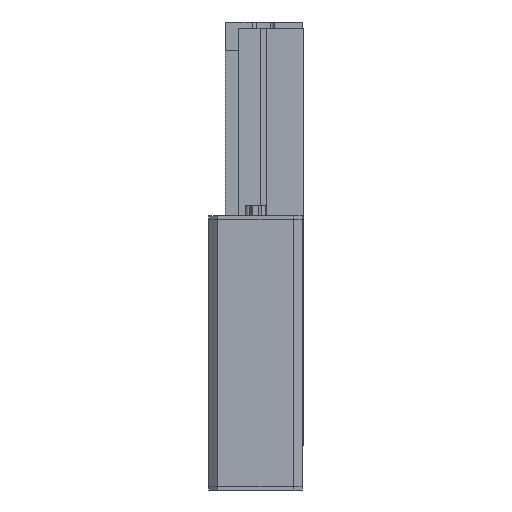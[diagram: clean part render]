
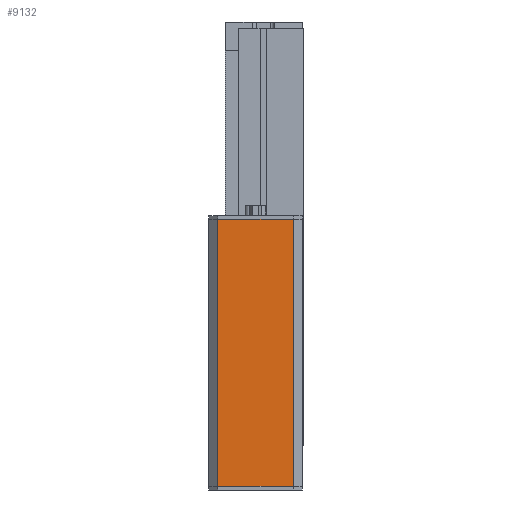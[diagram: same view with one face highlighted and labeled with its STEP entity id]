
A CAD part, left-side view. The second image highlights one B-rep face of the part: STEP entity #9132.
In plain terms, the highlighted face is planar.
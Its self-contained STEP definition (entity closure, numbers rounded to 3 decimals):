
#530 = LINE ( 'NONE', #8265, #19189 ) ;
#905 = CARTESIAN_POINT ( 'NONE',  ( 41., 17., 28.5 ) ) ;
#1254 = VERTEX_POINT ( 'NONE', #24809 ) ;
#3840 = ORIENTED_EDGE ( 'NONE', *, *, #9336, .F. ) ;
#4349 = EDGE_CURVE ( 'NONE', #24599, #5149, #16653, .T. ) ;
#4708 = CARTESIAN_POINT ( 'NONE',  ( 41., 17., -91.25 ) ) ;
#4910 = CARTESIAN_POINT ( 'NONE',  ( 41., 17., 28.5 ) ) ;
#5149 = VERTEX_POINT ( 'NONE', #905 ) ;
#5337 = PLANE ( 'NONE',  #15979 ) ;
#6016 = ORIENTED_EDGE ( 'NONE', *, *, #8898, .F. ) ;
#8161 = VECTOR ( 'NONE', #18295, 1000. ) ;
#8265 = CARTESIAN_POINT ( 'NONE',  ( 41., -17., -91.25 ) ) ;
#8898 = EDGE_CURVE ( 'NONE', #1254, #24599, #530, .T. ) ;
#9046 = VERTEX_POINT ( 'NONE', #4708 ) ;
#9132 = ADVANCED_FACE ( 'NONE', ( #13313 ), #5337, .F. ) ;
#9336 = EDGE_CURVE ( 'NONE', #9046, #1254, #17465, .T. ) ;
#9791 = DIRECTION ( 'NONE',  ( 0., 0., 1. ) ) ;
#9854 = EDGE_LOOP ( 'NONE', ( #23335, #14477, #6016, #3840 ) ) ;
#11090 = CARTESIAN_POINT ( 'NONE',  ( 41., 17., -91.25 ) ) ;
#13313 = FACE_OUTER_BOUND ( 'NONE', #9854, .T. ) ;
#14477 = ORIENTED_EDGE ( 'NONE', *, *, #4349, .F. ) ;
#15194 = VECTOR ( 'NONE', #23268, 1000. ) ;
#15575 = CARTESIAN_POINT ( 'NONE',  ( 41., 17., -91.25 ) ) ;
#15867 = DIRECTION ( 'NONE',  ( 0., 0., 1. ) ) ;
#15979 = AXIS2_PLACEMENT_3D ( 'NONE', #22391, #19107, #24655 ) ;
#16478 = VECTOR ( 'NONE', #15867, 1000. ) ;
#16653 = LINE ( 'NONE', #4910, #8161 ) ;
#17465 = LINE ( 'NONE', #15575, #15194 ) ;
#18295 = DIRECTION ( 'NONE',  ( 0., 1., 0. ) ) ;
#19107 = DIRECTION ( 'NONE',  ( -1., 0., 0. ) ) ;
#19189 = VECTOR ( 'NONE', #9791, 1000. ) ;
#20002 = CARTESIAN_POINT ( 'NONE',  ( 41., -17., 28.5 ) ) ;
#20435 = EDGE_CURVE ( 'NONE', #9046, #5149, #24703, .T. ) ;
#22391 = CARTESIAN_POINT ( 'NONE',  ( 41., 17., -91.25 ) ) ;
#23268 = DIRECTION ( 'NONE',  ( 0., -1., 0. ) ) ;
#23335 = ORIENTED_EDGE ( 'NONE', *, *, #20435, .T. ) ;
#24599 = VERTEX_POINT ( 'NONE', #20002 ) ;
#24655 = DIRECTION ( 'NONE',  ( 0., 0., 1. ) ) ;
#24703 = LINE ( 'NONE', #11090, #16478 ) ;
#24809 = CARTESIAN_POINT ( 'NONE',  ( 41., -17., -91.25 ) ) ;
